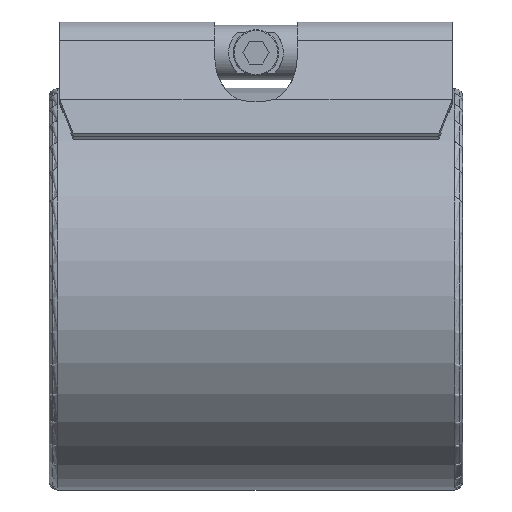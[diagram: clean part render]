
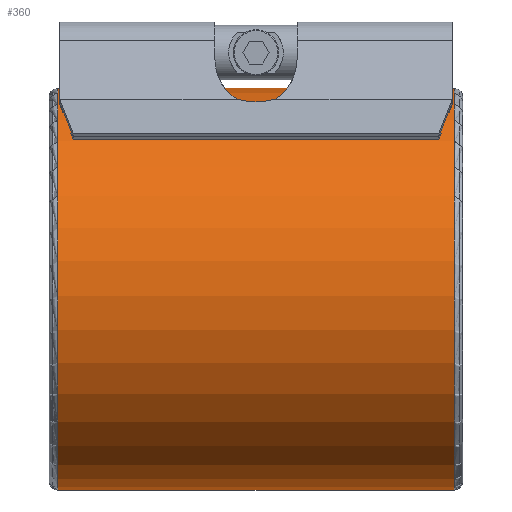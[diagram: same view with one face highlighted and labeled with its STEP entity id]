
A CAD part, front view. The second image highlights one B-rep face of the part: STEP entity #360.
In plain terms, the highlighted cylindrical face has radius 44 mm (diameter 88 mm), a partial arc.
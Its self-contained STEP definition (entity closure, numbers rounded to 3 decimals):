
#297=ELLIPSE('',#2481,88.,44.);
#298=ELLIPSE('',#2483,88.,44.);
#360=ADVANCED_FACE('',(#526),#461,.T.);
#461=CYLINDRICAL_SURFACE('',#2484,44.);
#526=FACE_OUTER_BOUND('',#656,.T.);
#656=EDGE_LOOP('',(#1093,#1094,#1095,#1096,#1097,#1098));
#796=CIRCLE('',#2478,44.);
#798=CIRCLE('',#2482,44.);
#1093=ORIENTED_EDGE('',*,*,#1823,.F.);
#1094=ORIENTED_EDGE('',*,*,#1824,.T.);
#1095=ORIENTED_EDGE('',*,*,#1820,.F.);
#1096=ORIENTED_EDGE('',*,*,#1825,.T.);
#1097=ORIENTED_EDGE('',*,*,#1826,.T.);
#1098=ORIENTED_EDGE('',*,*,#1827,.F.);
#1574=VERTEX_POINT('',#3630);
#1575=VERTEX_POINT('',#3631);
#1576=VERTEX_POINT('',#3657);
#1577=VERTEX_POINT('',#3658);
#1578=VERTEX_POINT('',#3661);
#1579=VERTEX_POINT('',#3663);
#1820=EDGE_CURVE('',#1574,#1575,#796,.T.);
#1823=EDGE_CURVE('',#1576,#1577,#2096,.T.);
#1824=EDGE_CURVE('',#1576,#1575,#297,.T.);
#1825=EDGE_CURVE('',#1574,#1578,#2097,.T.);
#1826=EDGE_CURVE('',#1578,#1579,#798,.T.);
#1827=EDGE_CURVE('',#1577,#1579,#298,.T.);
#2096=LINE('',#3656,#2286);
#2097=LINE('',#3660,#2287);
#2286=VECTOR('',#2905,1.);
#2287=VECTOR('',#2908,1.);
#2478=AXIS2_PLACEMENT_3D('',#3629,#2899,#2900);
#2481=AXIS2_PLACEMENT_3D('',#3659,#2906,#2907);
#2482=AXIS2_PLACEMENT_3D('',#3662,#2909,#2910);
#2483=AXIS2_PLACEMENT_3D('',#3664,#2911,#2912);
#2484=AXIS2_PLACEMENT_3D('',#3665,#2913,#2914);
#2899=DIRECTION('',(-1.,0.,0.));
#2900=DIRECTION('',(0.,0.,1.));
#2905=DIRECTION('',(1.,0.,0.));
#2906=DIRECTION('',(0.5,-0.866,0.));
#2907=DIRECTION('',(-0.866,-0.5,0.));
#2908=DIRECTION('',(1.,0.,0.));
#2909=DIRECTION('',(-1.,0.,0.));
#2910=DIRECTION('',(0.,0.,1.));
#2911=DIRECTION('',(0.5,0.866,0.));
#2912=DIRECTION('',(-0.866,0.5,0.));
#2913=DIRECTION('',(-1.,0.,0.));
#2914=DIRECTION('',(0.,0.,1.));
#3629=CARTESIAN_POINT('',(-43.45,0.,0.));
#3630=CARTESIAN_POINT('',(-43.45,8.763,43.119));
#3631=CARTESIAN_POINT('',(-43.45,-2.425,43.933));
#3656=CARTESIAN_POINT('',(-43.45,0.,44.));
#3657=CARTESIAN_POINT('',(-39.25,0.,44.));
#3658=CARTESIAN_POINT('',(39.25,0.,44.));
#3659=CARTESIAN_POINT('',(-39.25,0.,0.));
#3660=CARTESIAN_POINT('',(-43.45,8.763,43.119));
#3661=CARTESIAN_POINT('',(43.45,8.763,43.119));
#3662=CARTESIAN_POINT('',(43.45,0.,0.));
#3663=CARTESIAN_POINT('',(43.45,-2.425,43.933));
#3664=CARTESIAN_POINT('',(39.25,0.,0.));
#3665=CARTESIAN_POINT('',(0.,0.,0.));
